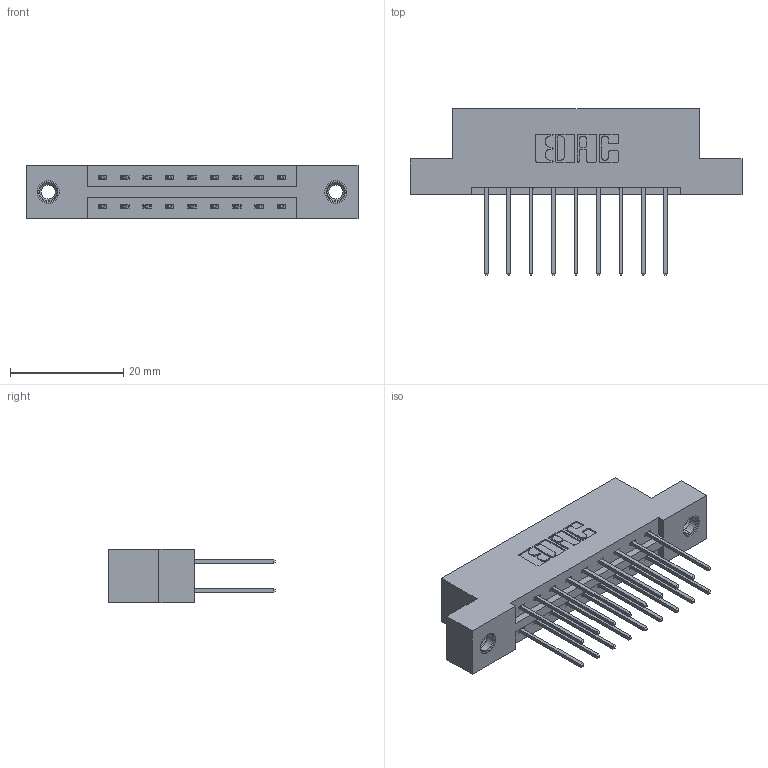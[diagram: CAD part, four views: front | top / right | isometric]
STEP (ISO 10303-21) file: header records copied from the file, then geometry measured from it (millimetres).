
FILE_DESCRIPTION (( 'STEP AP203' ), '1' );
FILE_NAME ('337-018-540-207.STEP', '2019-10-08T13:09:56', ( '' ), ( '' ), 'SwSTEP 2.0', 'SolidWorks 2016', '' );
FILE_SCHEMA (( 'CONFIG_CONTROL_DESIGN' ));
Length unit declared in the file: inch
Products named in the file (4): 345-292-001_345-293-140; 337-018-540-207; 345-250-001_345-250-005-103; 337 Part_Flush Mounting Lugs - 0.156 Dia-TI
Assembly tree (21 placements, depth 2):
  337-018-540-207
    337 Part_Flush Mounting Lugs - 0.156 Dia-TI
    345-292-001_345-293-140  x18
    345-250-001_345-250-005-103  x2
Bounding box: 58.67 x 29.47 x 9.4 mm (x, y, z)
Volume: 5799 mm3; surface area: 6608.5 mm2
Topology: 21 solids, 21 shells, 1146 faces, 3345 edges, 2198 vertices
Faces by surface type: plane 786, cylinder 344, cone 12, torus 4
Entity records: 12450 total; most frequent: CARTESIAN_POINT 2105, ORIENTED_EDGE 2034, DIRECTION 1883, EDGE_CURVE 1017, LINE 869, VECTOR 869, VERTEX_POINT 672, AXIS2_PLACEMENT_3D 507
